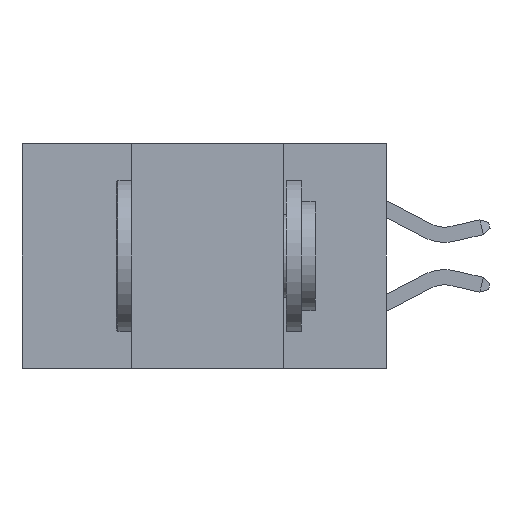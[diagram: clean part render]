
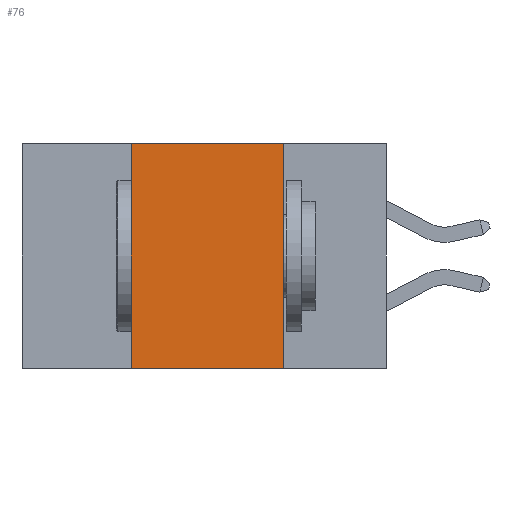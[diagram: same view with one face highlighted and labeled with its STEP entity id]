
A CAD part, left-side view. The second image highlights one B-rep face of the part: STEP entity #76.
In plain terms, the highlighted planar face has unit normal (-1, 0, 0).
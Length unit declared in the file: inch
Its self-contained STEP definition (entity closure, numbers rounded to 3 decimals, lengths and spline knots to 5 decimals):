
#76 = ADVANCED_FACE ( 'NONE', ( #5982 ), #2417, .F. ) ;
#695 = LINE ( 'NONE', #17199, #1798 ) ;
#1527 = ORIENTED_EDGE ( 'NONE', *, *, #10917, .F. ) ;
#1798 = VECTOR ( 'NONE', #7951, 39.37008 ) ;
#1967 = DIRECTION ( 'NONE',  ( 0., 0., -1. ) ) ;
#2417 = PLANE ( 'NONE',  #2691 ) ;
#2691 = AXIS2_PLACEMENT_3D ( 'NONE', #22010, #13015, #13245 ) ;
#3644 = DIRECTION ( 'NONE',  ( 0., -1., 0. ) ) ;
#3669 = CARTESIAN_POINT ( 'NONE',  ( 0., 0.42, 0. ) ) ;
#3742 = CARTESIAN_POINT ( 'NONE',  ( 0., 0.17, -0.37 ) ) ;
#3889 = EDGE_LOOP ( 'NONE', ( #1527, #18871, #13251, #23113 ) ) ;
#4107 = CARTESIAN_POINT ( 'NONE',  ( 0., 0.17, 0. ) ) ;
#5650 = LINE ( 'NONE', #3742, #6744 ) ;
#5735 = LINE ( 'NONE', #14533, #21973 ) ;
#5864 = VECTOR ( 'NONE', #3644, 39.37008 ) ;
#5982 = FACE_OUTER_BOUND ( 'NONE', #3889, .T. ) ;
#6497 = VERTEX_POINT ( 'NONE', #3669 ) ;
#6744 = VECTOR ( 'NONE', #1967, 39.37008 ) ;
#6999 = VERTEX_POINT ( 'NONE', #4107 ) ;
#7951 = DIRECTION ( 'NONE',  ( 0., -1., 0. ) ) ;
#9802 = CARTESIAN_POINT ( 'NONE',  ( 0., 0.42, -0.37 ) ) ;
#9998 = VERTEX_POINT ( 'NONE', #14394 ) ;
#10419 = EDGE_CURVE ( 'NONE', #15753, #9998, #695, .T. ) ;
#10894 = LINE ( 'NONE', #19924, #5864 ) ;
#10917 = EDGE_CURVE ( 'NONE', #6999, #9998, #5650, .T. ) ;
#11296 = DIRECTION ( 'NONE',  ( 0., 0., 1. ) ) ;
#12957 = EDGE_CURVE ( 'NONE', #15753, #6497, #5735, .T. ) ;
#13015 = DIRECTION ( 'NONE',  ( 1., 0., 0. ) ) ;
#13245 = DIRECTION ( 'NONE',  ( 0., 0., -1. ) ) ;
#13251 = ORIENTED_EDGE ( 'NONE', *, *, #12957, .F. ) ;
#14394 = CARTESIAN_POINT ( 'NONE',  ( 0., 0.17, -0.37 ) ) ;
#14533 = CARTESIAN_POINT ( 'NONE',  ( 0., 0.42, -0.37 ) ) ;
#15753 = VERTEX_POINT ( 'NONE', #9802 ) ;
#17199 = CARTESIAN_POINT ( 'NONE',  ( 0., 0.6, -0.37 ) ) ;
#18871 = ORIENTED_EDGE ( 'NONE', *, *, #20669, .F. ) ;
#19924 = CARTESIAN_POINT ( 'NONE',  ( 0., 0.6, 0. ) ) ;
#20669 = EDGE_CURVE ( 'NONE', #6497, #6999, #10894, .T. ) ;
#21973 = VECTOR ( 'NONE', #11296, 39.37008 ) ;
#22010 = CARTESIAN_POINT ( 'NONE',  ( 0., 0.6, 0. ) ) ;
#23113 = ORIENTED_EDGE ( 'NONE', *, *, #10419, .T. ) ;
